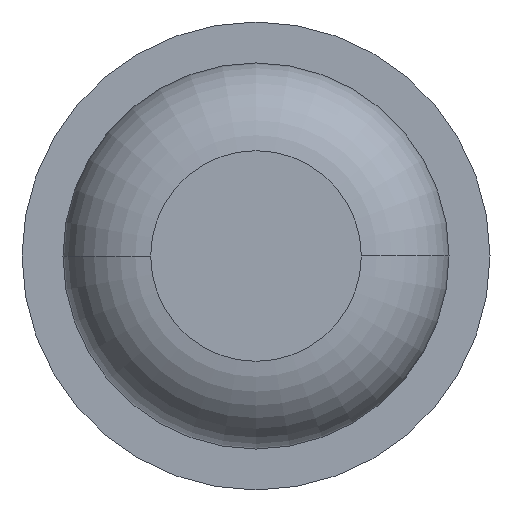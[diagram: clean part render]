
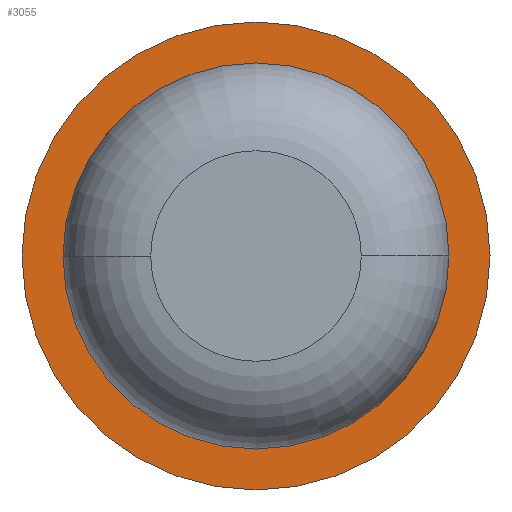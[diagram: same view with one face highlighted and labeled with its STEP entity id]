
A CAD part, front view. The second image highlights one B-rep face of the part: STEP entity #3055.
In plain terms, the highlighted planar face has unit normal (0, -1, 0).
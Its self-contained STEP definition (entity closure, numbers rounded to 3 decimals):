
#180 = ORIENTED_EDGE ( 'NONE', *, *, #744, .F. ) ;
#292 = EDGE_CURVE ( 'Defeature ausgef�hrt1_5+Defeature ausgef�hrt1_0+Defeature ausgef�hrt1_0+Defeature ausgef�hrt1_0', #3633, #755, #1899, .T. ) ;
#331 = AXIS2_PLACEMENT_3D ( 'NONE', #987, #750, #1018 ) ;
#449 = CARTESIAN_POINT ( 'NONE',  ( 0.825, -6., 0. ) ) ;
#456 = CARTESIAN_POINT ( 'NONE',  ( 0.825, -6., 0. ) ) ;
#494 = DIRECTION ( 'NONE',  ( 0., 1., 0. ) ) ;
#504 = DIRECTION ( 'NONE',  ( -1., 0., 0. ) ) ;
#634 = EDGE_CURVE ( 'Defeature ausgef�hrt1_6+Defeature ausgef�hrt1_5+Defeature ausgef�hrt1_5+Defeature ausgef�hrt1_5', #974, #2298, #2344, .T. ) ;
#739 = CIRCLE ( 'NONE', #771, 0.825 ) ;
#744 = EDGE_CURVE ( 'Defeature ausgef�hrt1_6+Defeature ausgef�hrt1_5+Defeature ausgef�hrt1_5+Defeature ausgef�hrt1_5', #2298, #974, #3284, .T. ) ;
#750 = DIRECTION ( 'NONE',  ( 0., 1., 0. ) ) ;
#755 = VERTEX_POINT ( 'NONE', #1653 ) ;
#771 = AXIS2_PLACEMENT_3D ( 'NONE', #2247, #1966, #3119 ) ;
#803 = DIRECTION ( 'NONE',  ( -1., 0., 0. ) ) ;
#835 = ORIENTED_EDGE ( 'NONE', *, *, #292, .T. ) ;
#882 = EDGE_CURVE ( 'Defeature ausgef�hrt1_5+Defeature ausgef�hrt1_0+Defeature ausgef�hrt1_0+Defeature ausgef�hrt1_0', #755, #3633, #739, .T. ) ;
#905 = CARTESIAN_POINT ( 'NONE',  ( -1., -6., 0. ) ) ;
#974 = VERTEX_POINT ( 'NONE', #905 ) ;
#987 = CARTESIAN_POINT ( 'NONE',  ( 0., -6., 0. ) ) ;
#999 = FACE_OUTER_BOUND ( 'NONE', #2516, .T. ) ;
#1018 = DIRECTION ( 'NONE',  ( -1., 0., 0. ) ) ;
#1021 = PLANE ( 'NONE',  #2101 ) ;
#1647 = CARTESIAN_POINT ( 'NONE',  ( 0., -6., 0. ) ) ;
#1653 = CARTESIAN_POINT ( 'NONE',  ( -0.825, -6., 0. ) ) ;
#1717 = CARTESIAN_POINT ( 'NONE',  ( 1., -6., 0. ) ) ;
#1899 = CIRCLE ( 'NONE', #2781, 0.825 ) ;
#1930 = CARTESIAN_POINT ( 'NONE',  ( 0., -6., 0. ) ) ;
#1966 = DIRECTION ( 'NONE',  ( 0., 1., 0. ) ) ;
#2101 = AXIS2_PLACEMENT_3D ( 'NONE', #456, #3019, #504 ) ;
#2175 = ORIENTED_EDGE ( 'NONE', *, *, #882, .T. ) ;
#2247 = CARTESIAN_POINT ( 'NONE',  ( 0., -6., 0. ) ) ;
#2295 = AXIS2_PLACEMENT_3D ( 'NONE', #1647, #494, #3066 ) ;
#2298 = VERTEX_POINT ( 'NONE', #1717 ) ;
#2344 = CIRCLE ( 'NONE', #331, 1. ) ;
#2516 = EDGE_LOOP ( 'NONE', ( #3518, #180 ) ) ;
#2781 = AXIS2_PLACEMENT_3D ( 'NONE', #1930, #3085, #803 ) ;
#2875 = FACE_BOUND ( 'NONE', #3382, .T. ) ;
#3019 = DIRECTION ( 'NONE',  ( 0., 1., 0. ) ) ;
#3055 = ADVANCED_FACE ( 'Defeature ausgef�hrt1_5', ( #999, #2875 ), #1021, .F. ) ;
#3066 = DIRECTION ( 'NONE',  ( -1., 0., 0. ) ) ;
#3085 = DIRECTION ( 'NONE',  ( 0., 1., 0. ) ) ;
#3119 = DIRECTION ( 'NONE',  ( -1., 0., 0. ) ) ;
#3284 = CIRCLE ( 'NONE', #2295, 1. ) ;
#3382 = EDGE_LOOP ( 'NONE', ( #2175, #835 ) ) ;
#3518 = ORIENTED_EDGE ( 'NONE', *, *, #634, .F. ) ;
#3633 = VERTEX_POINT ( 'NONE', #449 ) ;
